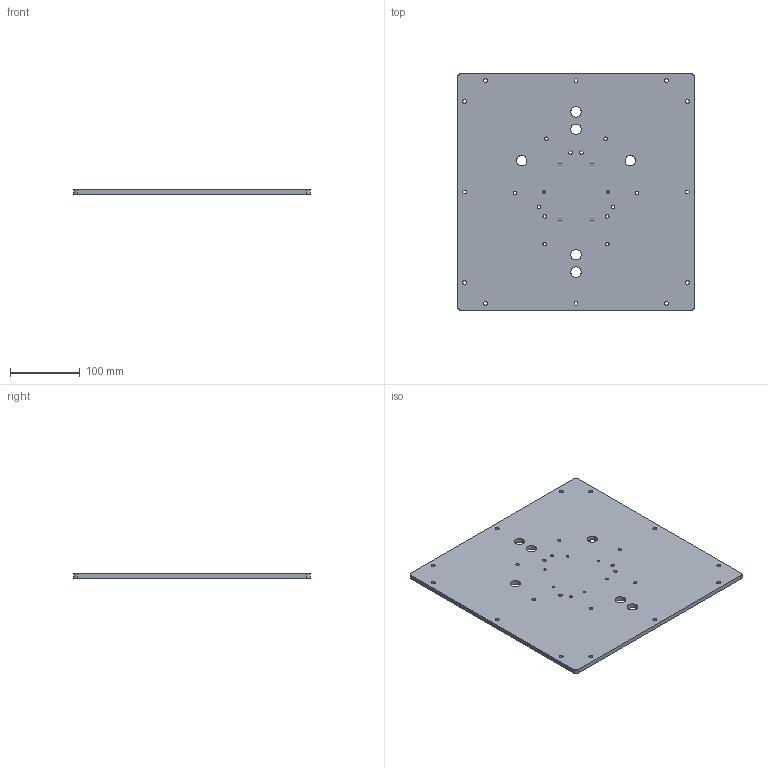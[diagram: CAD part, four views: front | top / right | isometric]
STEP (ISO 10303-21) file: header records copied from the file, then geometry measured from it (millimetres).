
FILE_DESCRIPTION(/* description */ ('Alibre Inc.'),/* implementation_level */ '2;1');
FILE_NAME(/* name */ 'export0',/* time_stamp */ '2015-08-19T18:48:17+08:00',/* author */ (''),/* organization */ (''),/* preprocessor_version */ 'ST-DEVELOPER v14',/* originating_system */ 'Alibre',/* authorisation */ '');
FILE_SCHEMA (('CONFIG_CONTROL_DESIGN'));
Length unit declared in the file: centimetre
Products named in the file (1): PC01
Bounding box: 340 x 340 x 6.35 mm (x, y, z)
Volume: 723517.8 mm3; surface area: 241189 mm2
Topology: 1 solids, 1 shells, 46 faces, 132 edges, 88 vertices
Faces by surface type: cylinder 40, plane 6
Full cylindrical faces by diameter (mm): 3.5 x6, 5 x12, 5.5 x12, 15 x6
Entity records: 1599 total; most frequent: DIRECTION 262, CARTESIAN_POINT 230, ORIENTED_EDGE 192, EDGE_LOOP 154, FACE_BOUND 154, AXIS2_PLACEMENT_3D 126, EDGE_CURVE 96, VERTEX_POINT 88
